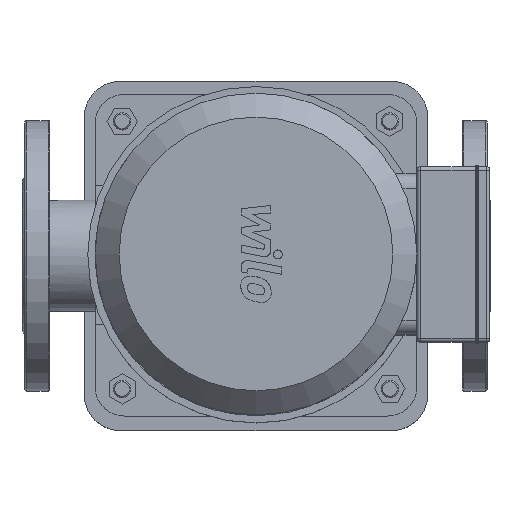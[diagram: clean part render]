
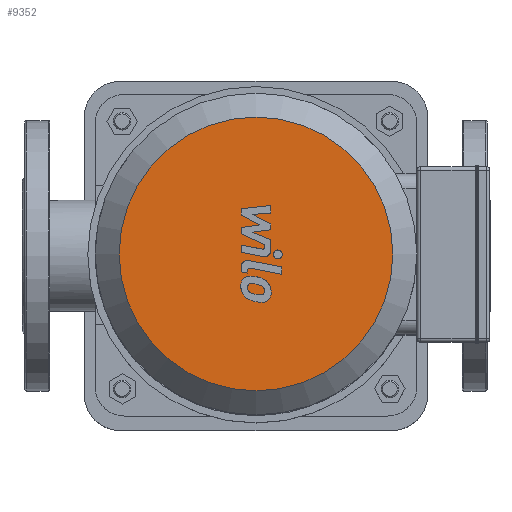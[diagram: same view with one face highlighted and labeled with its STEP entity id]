
A CAD part, top view. The second image highlights one B-rep face of the part: STEP entity #9352.
In plain terms, the highlighted planar face has unit normal (0, 0, 1).
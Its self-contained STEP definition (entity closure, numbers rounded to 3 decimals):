
#2043=PLANE('',#10055);
#2610=FACE_OUTER_BOUND('',#3218,.T.);
#3218=EDGE_LOOP('',(#7291));
#3768=CIRCLE('',#10051,93.6);
#4358=VERTEX_POINT('',#14918);
#5454=EDGE_CURVE('',#4358,#4358,#3768,.T.);
#7291=ORIENTED_EDGE('',*,*,#5454,.F.);
#9352=ADVANCED_FACE('',(#2610),#2043,.F.);
#10051=AXIS2_PLACEMENT_3D('',#14919,#11655,#11656);
#10055=AXIS2_PLACEMENT_3D('',#14925,#11663,#11664);
#11655=DIRECTION('center_axis',(0.,0.,
-1.));
#11656=DIRECTION('ref_axis',(0.,1.,0.));
#11663=DIRECTION('center_axis',(0.,0.,
-1.));
#11664=DIRECTION('ref_axis',(0.,1.,0.));
#14918=CARTESIAN_POINT('',(0.,-93.6,814.));
#14919=CARTESIAN_POINT('Origin',(0.,0.,814.));
#14925=CARTESIAN_POINT('Origin',(0.,0.,
814.));
